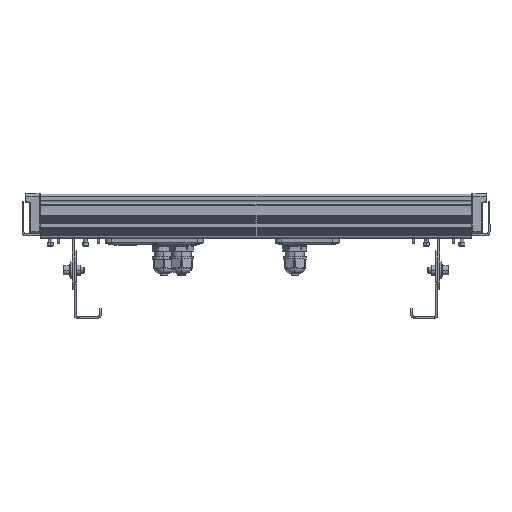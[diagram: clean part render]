
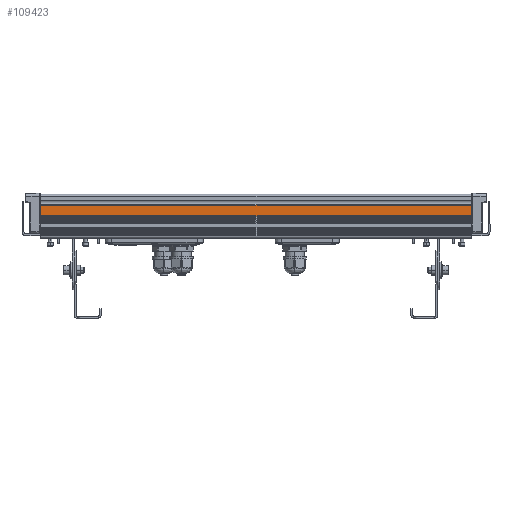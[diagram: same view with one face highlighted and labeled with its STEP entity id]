
A CAD part, top view. The second image highlights one B-rep face of the part: STEP entity #109423.
In plain terms, the highlighted planar face has unit normal (0, 0, 1).
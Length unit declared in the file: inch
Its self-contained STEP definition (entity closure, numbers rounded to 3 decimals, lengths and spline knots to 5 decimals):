
#6683 = EDGE_CURVE ( 'NONE', #54064, #157365, #153898, .T. ) ;
#15065 = ORIENTED_EDGE ( 'NONE', *, *, #183569, .F. ) ;
#18615 = AXIS2_PLACEMENT_3D ( 'NONE', #24438, #83656, #142904 ) ;
#24438 = CARTESIAN_POINT ( 'NONE',  ( 21.7126, 1.4333, 1.82853 ) ) ;
#27042 = DIRECTION ( 'NONE',  ( 0., -1., 0. ) ) ;
#34357 = CARTESIAN_POINT ( 'NONE',  ( 0., 0.89771, 1.82853 ) ) ;
#54064 = VERTEX_POINT ( 'NONE', #139295 ) ;
#64620 = VECTOR ( 'NONE', #86226, 39.37008 ) ;
#65531 = ORIENTED_EDGE ( 'NONE', *, *, #92973, .T. ) ;
#81055 = DIRECTION ( 'NONE',  ( -1., 0., 0. ) ) ;
#82404 = ORIENTED_EDGE ( 'NONE', *, *, #145628, .F. ) ;
#83656 = DIRECTION ( 'NONE',  ( 0., 0., -1. ) ) ;
#84626 = PLANE ( 'NONE',  #18615 ) ;
#85376 = EDGE_LOOP ( 'NONE', ( #82404, #65531, #170351, #15065 ) ) ;
#86226 = DIRECTION ( 'NONE',  ( 0., -1., 0. ) ) ;
#88146 = LINE ( 'NONE', #115342, #64620 ) ;
#92973 = EDGE_CURVE ( 'NONE', #155923, #157365, #88146, .T. ) ;
#100675 = DIRECTION ( 'NONE',  ( 1., 0., 0. ) ) ;
#108298 = CARTESIAN_POINT ( 'NONE',  ( 21.7126, 0.89771, 1.82853 ) ) ;
#109423 = ADVANCED_FACE ( 'NONE', ( #158401 ), #84626, .F. ) ;
#115342 = CARTESIAN_POINT ( 'NONE',  ( 0., 1.4333, 1.82853 ) ) ;
#115362 = CARTESIAN_POINT ( 'NONE',  ( 21.7126, 1.55118, 1.82853 ) ) ;
#116120 = CARTESIAN_POINT ( 'NONE',  ( 21.7126, 1.42682, 1.82853 ) ) ;
#117086 = VERTEX_POINT ( 'NONE', #116120 ) ;
#118708 = CARTESIAN_POINT ( 'NONE',  ( 0., 1.42682, 1.82853 ) ) ;
#133596 = VECTOR ( 'NONE', #100675, 39.37008 ) ;
#139295 = CARTESIAN_POINT ( 'NONE',  ( 21.7126, 0.89771, 1.82853 ) ) ;
#142904 = DIRECTION ( 'NONE',  ( -1., 0., 0. ) ) ;
#145628 = EDGE_CURVE ( 'NONE', #155923, #117086, #174436, .T. ) ;
#153898 = LINE ( 'NONE', #108298, #168534 ) ;
#155923 = VERTEX_POINT ( 'NONE', #118708 ) ;
#157019 = CARTESIAN_POINT ( 'NONE',  ( 21.7126, 1.42682, 1.82853 ) ) ;
#157365 = VERTEX_POINT ( 'NONE', #34357 ) ;
#158401 = FACE_OUTER_BOUND ( 'NONE', #85376, .T. ) ;
#168534 = VECTOR ( 'NONE', #81055, 39.37008 ) ;
#170351 = ORIENTED_EDGE ( 'NONE', *, *, #6683, .F. ) ;
#174436 = LINE ( 'NONE', #157019, #133596 ) ;
#175666 = VECTOR ( 'NONE', #27042, 39.37008 ) ;
#183569 = EDGE_CURVE ( 'NONE', #117086, #54064, #190099, .T. ) ;
#190099 = LINE ( 'NONE', #115362, #175666 ) ;
